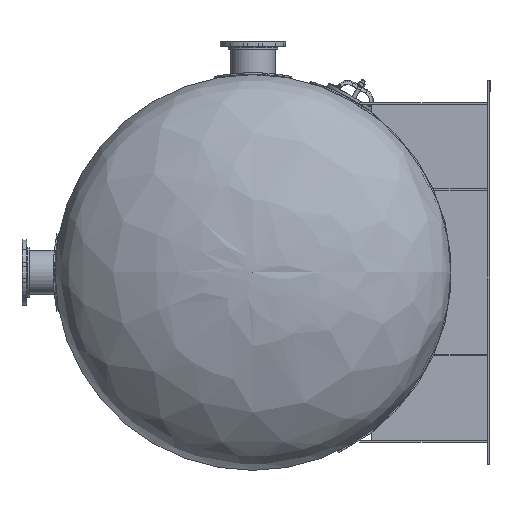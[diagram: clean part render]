
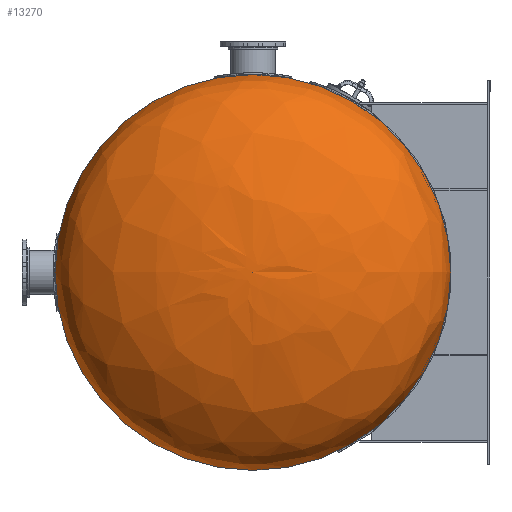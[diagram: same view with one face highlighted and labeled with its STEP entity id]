
A CAD part, left-side view. The second image highlights one B-rep face of the part: STEP entity #13270.
In plain terms, the highlighted free-form (B-spline) face has degree [2, 2] with [3, 9] control points.
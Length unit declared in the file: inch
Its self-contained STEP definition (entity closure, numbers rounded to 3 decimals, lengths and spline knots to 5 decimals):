
#406=ELLIPSE('',#14776,48.,24.25);
#446=(
BOUNDED_SURFACE()
B_SPLINE_SURFACE(2,2,((#20259,#20260,#20261,#20262,#20263,#20264,#20265,
#20266,#20267),(#20268,#20269,#20270,#20271,#20272,#20273,#20274,#20275,
#20276),(#20277,#20278,#20279,#20280,#20281,#20282,#20283,#20284,#20285)),
 .UNSPECIFIED.,.F.,.T.,.F.)
B_SPLINE_SURFACE_WITH_KNOTS((3,3),(3,2,2,2,3),(0.,1.5708),(0.,
1.5708,3.14159,4.71239,6.28319),
 .UNSPECIFIED.)
GEOMETRIC_REPRESENTATION_ITEM()
RATIONAL_B_SPLINE_SURFACE(((1.,0.707,1.,0.707,1.,
0.707,1.,0.707,1.),(0.707,0.5,0.707,
0.5,0.707,0.5,0.707,0.5,0.707),(1.,
0.707,1.,0.707,1.,0.707,1.,0.707,
1.)))
REPRESENTATION_ITEM('')
SURFACE()
);
#717=CIRCLE('',#14772,48.);
#718=CIRCLE('',#14773,48.);
#1602=FACE_OUTER_BOUND('',#2399,.T.);
#2399=EDGE_LOOP('',(#9243,#9244,#9245,#9246));
#5816=VERTEX_POINT('',#20251);
#5817=VERTEX_POINT('',#20253);
#5819=VERTEX_POINT('',#20286);
#7162=EDGE_CURVE('',#5816,#5817,#717,.T.);
#7163=EDGE_CURVE('',#5817,#5816,#718,.T.);
#7165=EDGE_CURVE('',#5819,#5817,#406,.T.);
#9243=ORIENTED_EDGE('',*,*,#7165,.T.);
#9244=ORIENTED_EDGE('',*,*,#7162,.F.);
#9245=ORIENTED_EDGE('',*,*,#7163,.F.);
#9246=ORIENTED_EDGE('',*,*,#7165,.F.);
#13270=ADVANCED_FACE('',(#1602),#446,.T.);
#14772=AXIS2_PLACEMENT_3D('',#20254,#16007,#16008);
#14773=AXIS2_PLACEMENT_3D('',#20255,#16009,#16010);
#14776=AXIS2_PLACEMENT_3D('',#20287,#16015,#16016);
#16007=DIRECTION('center_axis',(0.,-1.,0.));
#16008=DIRECTION('ref_axis',(1.,0.,0.));
#16009=DIRECTION('center_axis',(0.,-1.,0.));
#16010=DIRECTION('ref_axis',(1.,0.,0.));
#16015=DIRECTION('center_axis',(0.,0.,-1.));
#16016=DIRECTION('ref_axis',(1.,0.,0.));
#20251=CARTESIAN_POINT('',(-48.,0.,0.));
#20253=CARTESIAN_POINT('',(48.,0.,0.));
#20254=CARTESIAN_POINT('Origin',(0.,0.,0.));
#20255=CARTESIAN_POINT('Origin',(0.,0.,0.));
#20259=CARTESIAN_POINT('Ctrl Pts',(48.,0.,0.));
#20260=CARTESIAN_POINT('Ctrl Pts',(48.,0.,48.));
#20261=CARTESIAN_POINT('Ctrl Pts',(0.,0.,48.));
#20262=CARTESIAN_POINT('Ctrl Pts',(-48.,0.,48.));
#20263=CARTESIAN_POINT('Ctrl Pts',(-48.,0.,0.));
#20264=CARTESIAN_POINT('Ctrl Pts',(-48.,0.,-48.));
#20265=CARTESIAN_POINT('Ctrl Pts',(0.,0.,-48.));
#20266=CARTESIAN_POINT('Ctrl Pts',(48.,0.,-48.));
#20267=CARTESIAN_POINT('Ctrl Pts',(48.,0.,0.));
#20268=CARTESIAN_POINT('Ctrl Pts',(48.,24.25,0.));
#20269=CARTESIAN_POINT('Ctrl Pts',(48.,24.25,48.));
#20270=CARTESIAN_POINT('Ctrl Pts',(0.,24.25,48.));
#20271=CARTESIAN_POINT('Ctrl Pts',(-48.,24.25,48.));
#20272=CARTESIAN_POINT('Ctrl Pts',(-48.,24.25,0.));
#20273=CARTESIAN_POINT('Ctrl Pts',(-48.,24.25,-48.));
#20274=CARTESIAN_POINT('Ctrl Pts',(0.,24.25,-48.));
#20275=CARTESIAN_POINT('Ctrl Pts',(48.,24.25,-48.));
#20276=CARTESIAN_POINT('Ctrl Pts',(48.,24.25,0.));
#20277=CARTESIAN_POINT('Ctrl Pts',(0.,24.25,0.));
#20278=CARTESIAN_POINT('Ctrl Pts',(0.,24.25,0.));
#20279=CARTESIAN_POINT('Ctrl Pts',(0.,24.25,0.));
#20280=CARTESIAN_POINT('Ctrl Pts',(0.,24.25,0.));
#20281=CARTESIAN_POINT('Ctrl Pts',(0.,24.25,0.));
#20282=CARTESIAN_POINT('Ctrl Pts',(0.,24.25,0.));
#20283=CARTESIAN_POINT('Ctrl Pts',(0.,24.25,0.));
#20284=CARTESIAN_POINT('Ctrl Pts',(0.,24.25,0.));
#20285=CARTESIAN_POINT('Ctrl Pts',(0.,24.25,0.));
#20286=CARTESIAN_POINT('',(0.,24.25,0.));
#20287=CARTESIAN_POINT('Origin',(0.,0.,0.));
